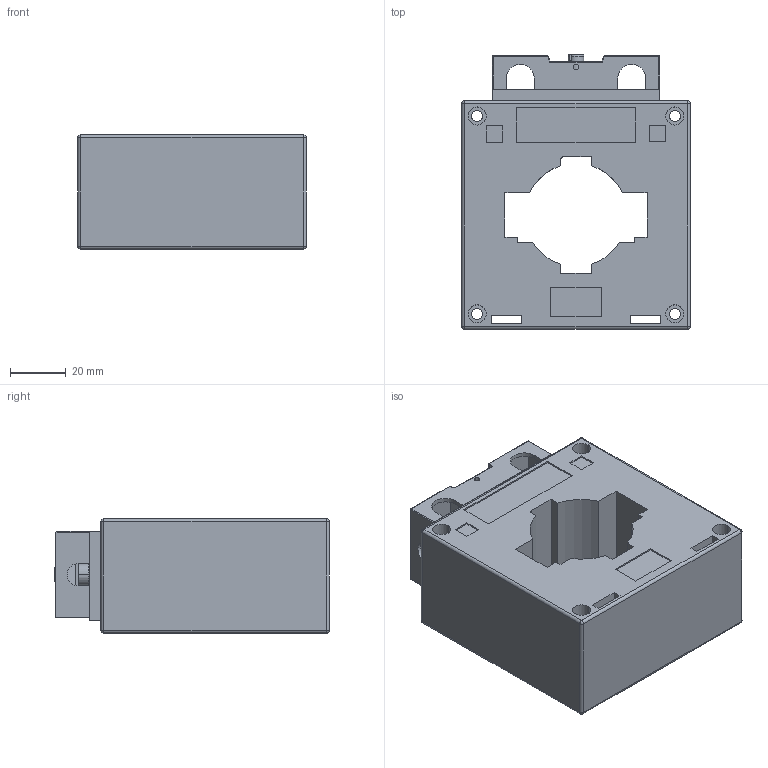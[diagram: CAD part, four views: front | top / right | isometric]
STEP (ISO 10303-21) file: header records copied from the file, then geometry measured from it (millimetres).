
FILE_DESCRIPTION((''),'2;1');
FILE_NAME('BH-0_66_50_2020_10__ASM','2020-10-22T',('xhbo'),(''),'PRO/ENGINEER BY PARAMETRIC TECHNOLOGY CORPORATION, 2012130','PRO/ENGINEER BY PARAMETRIC TECHNOLOGY CORPORATION, 2012130','');
FILE_SCHEMA(('CONFIG_CONTROL_DESIGN'));
Length unit declared in the file: millimetre
Products named in the file (5): BH-0_66_50_-17652; PRODUCT_17773; PRODUCT_17750; BH-0_66_50_-17646_ASM; BH-0_66_50_2020_10__ASM
Assembly tree (4 placements, depth 3):
  BH-0_66_50_2020_10__ASM
    BH-0_66_50_-17646_ASM
      BH-0_66_50_-17652
      PRODUCT_17773
      PRODUCT_17750
Bounding box: 82 x 98.58 x 41 mm (x, y, z)
Volume: 223690.8 mm3; surface area: 44739 mm2
Topology: 3 solids, 3 shells, 1192 faces, 3162 edges, 2082 vertices
Faces by surface type: plane 676, extrusion 411, cylinder 85, sphere 14, torus 6
Entity records: 55459 total; most frequent: CARTESIAN_POINT 27228, ORIENTED_EDGE 6296, DIRECTION 4475, EDGE_CURVE 3148, VECTOR 2549, LINE 2138, VERTEX_POINT 2082, EDGE_LOOP 1332
